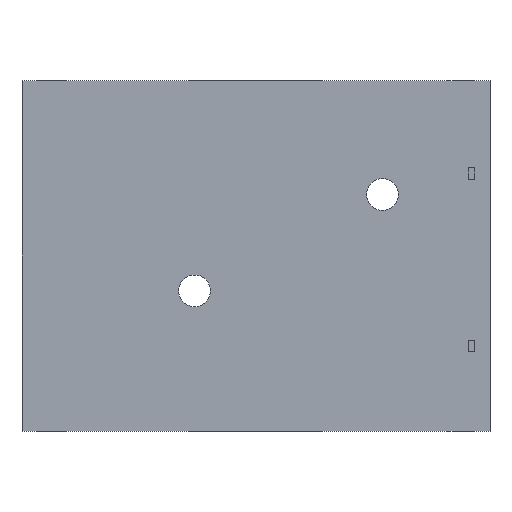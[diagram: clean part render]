
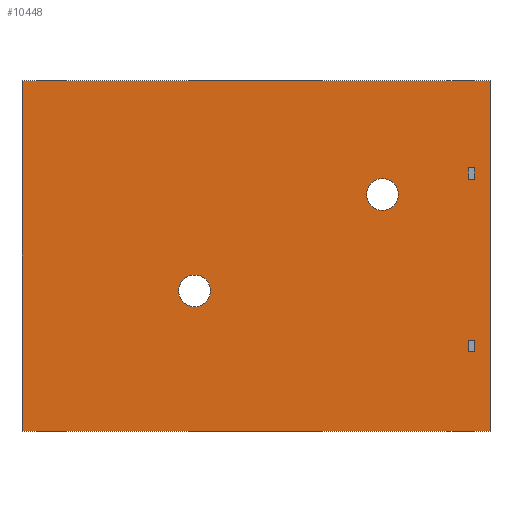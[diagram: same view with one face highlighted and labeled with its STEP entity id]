
A CAD part, front view. The second image highlights one B-rep face of the part: STEP entity #10448.
In plain terms, the highlighted planar face has unit normal (0, -1, 0).
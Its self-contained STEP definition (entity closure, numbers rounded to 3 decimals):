
#8 = EDGE_CURVE ( 'NONE', #7463, #7867, #11193, .T. ) ;
#110 = DIRECTION ( 'NONE',  ( 0., 0., -1. ) ) ;
#118 = VECTOR ( 'NONE', #1463, 1000. ) ;
#144 = CARTESIAN_POINT ( 'NONE',  ( 17.24, 11.51, -6.645 ) ) ;
#200 = ORIENTED_EDGE ( 'NONE', *, *, #11486, .F. ) ;
#294 = CARTESIAN_POINT ( 'NONE',  ( 16.74, 11.51, -7.535 ) ) ;
#310 = LINE ( 'NONE', #9195, #10178 ) ;
#391 = VECTOR ( 'NONE', #4936, 1000. ) ;
#608 = CARTESIAN_POINT ( 'NONE',  ( -18.44, 11.51, -13.8 ) ) ;
#619 = CARTESIAN_POINT ( 'NONE',  ( 18.44, 11.51, -13.8 ) ) ;
#659 = DIRECTION ( 'NONE',  ( 1., 0., 0. ) ) ;
#754 = EDGE_LOOP ( 'NONE', ( #7701, #200, #4111, #2609 ) ) ;
#804 = VECTOR ( 'NONE', #659, 1000. ) ;
#842 = EDGE_CURVE ( 'NONE', #6029, #4850, #310, .T. ) ;
#934 = VERTEX_POINT ( 'NONE', #1316 ) ;
#1008 = CARTESIAN_POINT ( 'NONE',  ( 18.44, 11.51, 13.8 ) ) ;
#1062 = AXIS2_PLACEMENT_3D ( 'NONE', #5330, #8151, #7990 ) ;
#1076 = VERTEX_POINT ( 'NONE', #1345 ) ;
#1143 = LINE ( 'NONE', #4014, #1735 ) ;
#1155 = CARTESIAN_POINT ( 'NONE',  ( 16.74, 11.51, 0. ) ) ;
#1264 = VERTEX_POINT ( 'NONE', #5377 ) ;
#1316 = CARTESIAN_POINT ( 'NONE',  ( -4.84, 11.51, -4. ) ) ;
#1345 = CARTESIAN_POINT ( 'NONE',  ( 17.24, 11.51, 6.945 ) ) ;
#1363 = DIRECTION ( 'NONE',  ( 0., 0., 1. ) ) ;
#1463 = DIRECTION ( 'NONE',  ( 0., 0., 1. ) ) ;
#1735 = VECTOR ( 'NONE', #6822, 1000. ) ;
#1814 = EDGE_LOOP ( 'NONE', ( #9616, #2540 ) ) ;
#1818 = DIRECTION ( 'NONE',  ( 0., 0., -1. ) ) ;
#1988 = VECTOR ( 'NONE', #8872, 1000. ) ;
#2009 = CIRCLE ( 'NONE', #7581, 1.25 ) ;
#2023 = ORIENTED_EDGE ( 'NONE', *, *, #9846, .T. ) ;
#2168 = DIRECTION ( 'NONE',  ( 0., 0., 1. ) ) ;
#2172 = CARTESIAN_POINT ( 'NONE',  ( -18.44, 11.51, 13.8 ) ) ;
#2212 = VECTOR ( 'NONE', #10836, 1000. ) ;
#2241 = DIRECTION ( 'NONE',  ( 0., 0., 1. ) ) ;
#2308 = DIRECTION ( 'NONE',  ( 0., 1., 0. ) ) ;
#2414 = EDGE_CURVE ( 'NONE', #10905, #6029, #7529, .T. ) ;
#2439 = LINE ( 'NONE', #5833, #391 ) ;
#2540 = ORIENTED_EDGE ( 'NONE', *, *, #7213, .T. ) ;
#2609 = ORIENTED_EDGE ( 'NONE', *, *, #2414, .T. ) ;
#2783 = ORIENTED_EDGE ( 'NONE', *, *, #4464, .T. ) ;
#2886 = CARTESIAN_POINT ( 'NONE',  ( 9.96, 11.51, 3.6 ) ) ;
#3198 = EDGE_CURVE ( 'NONE', #1264, #934, #10142, .T. ) ;
#3275 = PLANE ( 'NONE',  #3507 ) ;
#3307 = DIRECTION ( 'NONE',  ( 0., 0., 1. ) ) ;
#3347 = VECTOR ( 'NONE', #110, 1000. ) ;
#3454 = FACE_BOUND ( 'NONE', #5510, .T. ) ;
#3507 = AXIS2_PLACEMENT_3D ( 'NONE', #6898, #9749, #3307 ) ;
#3520 = EDGE_CURVE ( 'NONE', #8201, #8910, #4789, .T. ) ;
#3692 = VERTEX_POINT ( 'NONE', #10067 ) ;
#3924 = AXIS2_PLACEMENT_3D ( 'NONE', #9503, #11350, #1363 ) ;
#3990 = EDGE_CURVE ( 'NONE', #5130, #8201, #11417, .T. ) ;
#4014 = CARTESIAN_POINT ( 'NONE',  ( 18.44, 11.51, 13.8 ) ) ;
#4025 = LINE ( 'NONE', #5941, #1988 ) ;
#4032 = EDGE_CURVE ( 'NONE', #5329, #11216, #2009, .T. ) ;
#4111 = ORIENTED_EDGE ( 'NONE', *, *, #10297, .F. ) ;
#4192 = CARTESIAN_POINT ( 'NONE',  ( 9.96, 11.51, 6.1 ) ) ;
#4464 = EDGE_CURVE ( 'NONE', #7867, #1076, #2439, .T. ) ;
#4789 = LINE ( 'NONE', #6174, #8544 ) ;
#4824 = ORIENTED_EDGE ( 'NONE', *, *, #8856, .T. ) ;
#4850 = VERTEX_POINT ( 'NONE', #608 ) ;
#4936 = DIRECTION ( 'NONE',  ( 1., 0., 0. ) ) ;
#4966 = EDGE_LOOP ( 'NONE', ( #8241, #11141, #9323, #2023 ) ) ;
#5090 = VECTOR ( 'NONE', #9668, 1000. ) ;
#5103 = VERTEX_POINT ( 'NONE', #10542 ) ;
#5124 = DIRECTION ( 'NONE',  ( 0., 0., 1. ) ) ;
#5130 = VERTEX_POINT ( 'NONE', #294 ) ;
#5329 = VERTEX_POINT ( 'NONE', #4192 ) ;
#5330 = CARTESIAN_POINT ( 'NONE',  ( -4.84, 11.51, -2.75 ) ) ;
#5377 = CARTESIAN_POINT ( 'NONE',  ( -4.84, 11.51, -1.5 ) ) ;
#5508 = EDGE_CURVE ( 'NONE', #934, #1264, #6630, .T. ) ;
#5510 = EDGE_LOOP ( 'NONE', ( #10439, #7480 ) ) ;
#5701 = LINE ( 'NONE', #9789, #2212 ) ;
#5819 = VECTOR ( 'NONE', #11693, 1000. ) ;
#5833 = CARTESIAN_POINT ( 'NONE',  ( 0., 11.51, 6.945 ) ) ;
#5941 = CARTESIAN_POINT ( 'NONE',  ( 18.44, 11.51, -13.8 ) ) ;
#6014 = ORIENTED_EDGE ( 'NONE', *, *, #8, .T. ) ;
#6029 = VERTEX_POINT ( 'NONE', #2172 ) ;
#6174 = CARTESIAN_POINT ( 'NONE',  ( 0., 11.51, -6.645 ) ) ;
#6237 = EDGE_CURVE ( 'NONE', #7463, #3692, #6761, .T. ) ;
#6454 = CARTESIAN_POINT ( 'NONE',  ( 16.74, 11.51, 6.945 ) ) ;
#6630 = CIRCLE ( 'NONE', #1062, 1.25 ) ;
#6761 = LINE ( 'NONE', #7031, #804 ) ;
#6800 = VERTEX_POINT ( 'NONE', #619 ) ;
#6822 = DIRECTION ( 'NONE',  ( 0., 0., -1. ) ) ;
#6898 = CARTESIAN_POINT ( 'NONE',  ( 18.44, 11.51, 13.8 ) ) ;
#6977 = CARTESIAN_POINT ( 'NONE',  ( 9.96, 11.51, 4.85 ) ) ;
#7031 = CARTESIAN_POINT ( 'NONE',  ( 0., 11.51, 6.055 ) ) ;
#7080 = FACE_BOUND ( 'NONE', #1814, .T. ) ;
#7213 = EDGE_CURVE ( 'NONE', #11216, #5329, #7751, .T. ) ;
#7463 = VERTEX_POINT ( 'NONE', #9496 ) ;
#7480 = ORIENTED_EDGE ( 'NONE', *, *, #5508, .T. ) ;
#7529 = LINE ( 'NONE', #1008, #5090 ) ;
#7581 = AXIS2_PLACEMENT_3D ( 'NONE', #6977, #11569, #2241 ) ;
#7680 = FACE_BOUND ( 'NONE', #4966, .T. ) ;
#7701 = ORIENTED_EDGE ( 'NONE', *, *, #842, .T. ) ;
#7751 = CIRCLE ( 'NONE', #9000, 1.25 ) ;
#7867 = VERTEX_POINT ( 'NONE', #6454 ) ;
#7990 = DIRECTION ( 'NONE',  ( 0., 0., 1. ) ) ;
#8151 = DIRECTION ( 'NONE',  ( 0., 1., 0. ) ) ;
#8201 = VERTEX_POINT ( 'NONE', #10446 ) ;
#8241 = ORIENTED_EDGE ( 'NONE', *, *, #8494, .F. ) ;
#8259 = LINE ( 'NONE', #9841, #5819 ) ;
#8494 = EDGE_CURVE ( 'NONE', #5130, #5103, #5701, .T. ) ;
#8544 = VECTOR ( 'NONE', #10740, 1000. ) ;
#8680 = FACE_BOUND ( 'NONE', #10897, .T. ) ;
#8828 = CARTESIAN_POINT ( 'NONE',  ( 16.74, 11.51, 0. ) ) ;
#8856 = EDGE_CURVE ( 'NONE', #1076, #3692, #9865, .T. ) ;
#8872 = DIRECTION ( 'NONE',  ( -1., 0., 0. ) ) ;
#8910 = VERTEX_POINT ( 'NONE', #144 ) ;
#9000 = AXIS2_PLACEMENT_3D ( 'NONE', #11679, #2308, #5124 ) ;
#9195 = CARTESIAN_POINT ( 'NONE',  ( -18.44, 11.51, 13.8 ) ) ;
#9323 = ORIENTED_EDGE ( 'NONE', *, *, #3520, .T. ) ;
#9384 = CARTESIAN_POINT ( 'NONE',  ( 17.24, 11.51, 0. ) ) ;
#9496 = CARTESIAN_POINT ( 'NONE',  ( 16.74, 11.51, 6.055 ) ) ;
#9503 = CARTESIAN_POINT ( 'NONE',  ( -4.84, 11.51, -2.75 ) ) ;
#9616 = ORIENTED_EDGE ( 'NONE', *, *, #4032, .T. ) ;
#9668 = DIRECTION ( 'NONE',  ( -1., 0., 0. ) ) ;
#9749 = DIRECTION ( 'NONE',  ( 0., 1., 0. ) ) ;
#9789 = CARTESIAN_POINT ( 'NONE',  ( 0., 11.51, -7.535 ) ) ;
#9841 = CARTESIAN_POINT ( 'NONE',  ( 17.24, 11.51, 0. ) ) ;
#9846 = EDGE_CURVE ( 'NONE', #8910, #5103, #8259, .T. ) ;
#9865 = LINE ( 'NONE', #9384, #3347 ) ;
#9892 = ORIENTED_EDGE ( 'NONE', *, *, #6237, .F. ) ;
#10067 = CARTESIAN_POINT ( 'NONE',  ( 17.24, 11.51, 6.055 ) ) ;
#10142 = CIRCLE ( 'NONE', #3924, 1.25 ) ;
#10178 = VECTOR ( 'NONE', #1818, 1000. ) ;
#10297 = EDGE_CURVE ( 'NONE', #10905, #6800, #1143, .T. ) ;
#10439 = ORIENTED_EDGE ( 'NONE', *, *, #3198, .T. ) ;
#10446 = CARTESIAN_POINT ( 'NONE',  ( 16.74, 11.51, -6.645 ) ) ;
#10448 = ADVANCED_FACE ( 'NONE', ( #3454, #8680, #7680, #7080, #10557 ), #3275, .F. ) ;
#10542 = CARTESIAN_POINT ( 'NONE',  ( 17.24, 11.51, -7.535 ) ) ;
#10557 = FACE_OUTER_BOUND ( 'NONE', #754, .T. ) ;
#10695 = CARTESIAN_POINT ( 'NONE',  ( 18.44, 11.51, 13.8 ) ) ;
#10740 = DIRECTION ( 'NONE',  ( 1., 0., 0. ) ) ;
#10836 = DIRECTION ( 'NONE',  ( 1., 0., 0. ) ) ;
#10897 = EDGE_LOOP ( 'NONE', ( #9892, #6014, #2783, #4824 ) ) ;
#10905 = VERTEX_POINT ( 'NONE', #10695 ) ;
#11141 = ORIENTED_EDGE ( 'NONE', *, *, #3990, .T. ) ;
#11193 = LINE ( 'NONE', #1155, #11909 ) ;
#11216 = VERTEX_POINT ( 'NONE', #2886 ) ;
#11350 = DIRECTION ( 'NONE',  ( 0., 1., 0. ) ) ;
#11417 = LINE ( 'NONE', #8828, #118 ) ;
#11486 = EDGE_CURVE ( 'NONE', #6800, #4850, #4025, .T. ) ;
#11569 = DIRECTION ( 'NONE',  ( 0., 1., 0. ) ) ;
#11679 = CARTESIAN_POINT ( 'NONE',  ( 9.96, 11.51, 4.85 ) ) ;
#11693 = DIRECTION ( 'NONE',  ( 0., 0., -1. ) ) ;
#11909 = VECTOR ( 'NONE', #2168, 1000. ) ;
